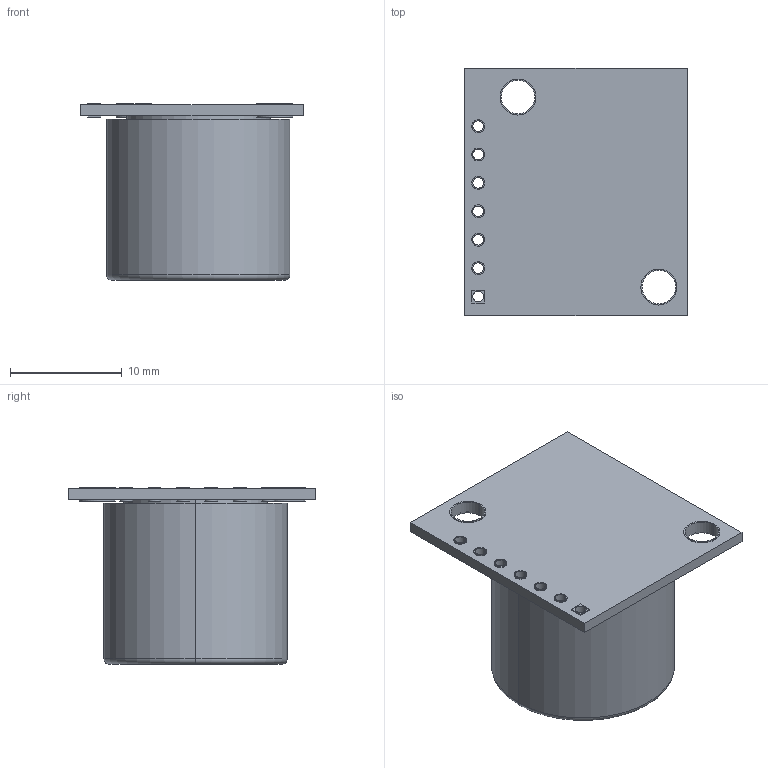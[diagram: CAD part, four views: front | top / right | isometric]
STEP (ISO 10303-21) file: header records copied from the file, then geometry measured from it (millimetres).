
FILE_DESCRIPTION (( 'STEP AP203' ), '1' );
FILE_NAME ('Ultrasonic sensor.STEP', '2020-10-17T07:29:42', ( '' ), ( '' ), 'SwSTEP 2.0', 'SolidWorks 2019', '' );
FILE_SCHEMA (( 'CONFIG_CONTROL_DESIGN' ));
Length unit declared in the file: millimetre
Products named in the file (1): Ultrasonic sensor
Bounding box: 19.9 x 22.1 x 15.8 mm (x, y, z)
Volume: 1679.5 mm3; surface area: 3469.4 mm2
Topology: 3 solids, 3 shells, 217 faces, 564 edges, 374 vertices
Faces by surface type: cylinder 148, plane 63, torus 6
Entity records: 6959 total; most frequent: DIRECTION 1308, CARTESIAN_POINT 1156, ORIENTED_EDGE 1128, EDGE_CURVE 564, AXIS2_PLACEMENT_3D 526, VERTEX_POINT 374, CIRCLE 308, EDGE_LOOP 282
